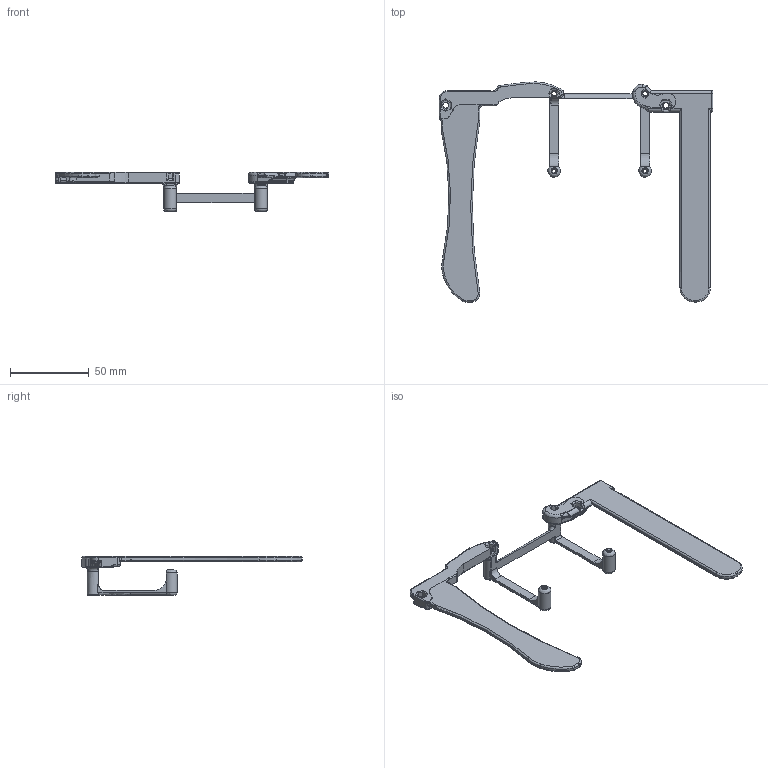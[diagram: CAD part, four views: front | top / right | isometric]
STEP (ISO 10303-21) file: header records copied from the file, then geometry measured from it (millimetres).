
FILE_DESCRIPTION(/* description */ (''),/* implementation_level */ '2;1');
FILE_NAME(/* name */ 'HDMI Driver Mount.step',/* time_stamp */ '2020-05-16T15:56:51-04:00',/* author */ (''),/* organization */ (''),/* preprocessor_version */ 'ST-DEVELOPER v18.1',/* originating_system */ 'Autodesk Translation Framework v9.3.0.1241',/* authorisation */ '');
FILE_SCHEMA (('AUTOMOTIVE_DESIGN { 1 0 10303 214 3 1 1 }'));
Length unit declared in the file: millimetre
Products named in the file (1): HDMI Driver Mount
Bounding box: 173.63 x 139.68 x 24.86 mm (x, y, z)
Volume: 28139.5 mm3; surface area: 19509.8 mm2
Topology: 1 solids, 1 shells, 543 faces, 1349 edges, 801 vertices
Faces by surface type: cylinder 170, bspline 164, plane 111, torus 91, sphere 7
Full cylindrical faces by diameter (mm): 2.2 x2, 2.8 x2, 2.915 x1, 3 x2, 3.658 x3
Entity records: 21935 total; most frequent: CARTESIAN_POINT 9988, ORIENTED_EDGE 2676, DIRECTION 2237, EDGE_CURVE 1338, AXIS2_PLACEMENT_3D 919, VERTEX_POINT 801, EDGE_LOOP 559, FACE_OUTER_BOUND 543
